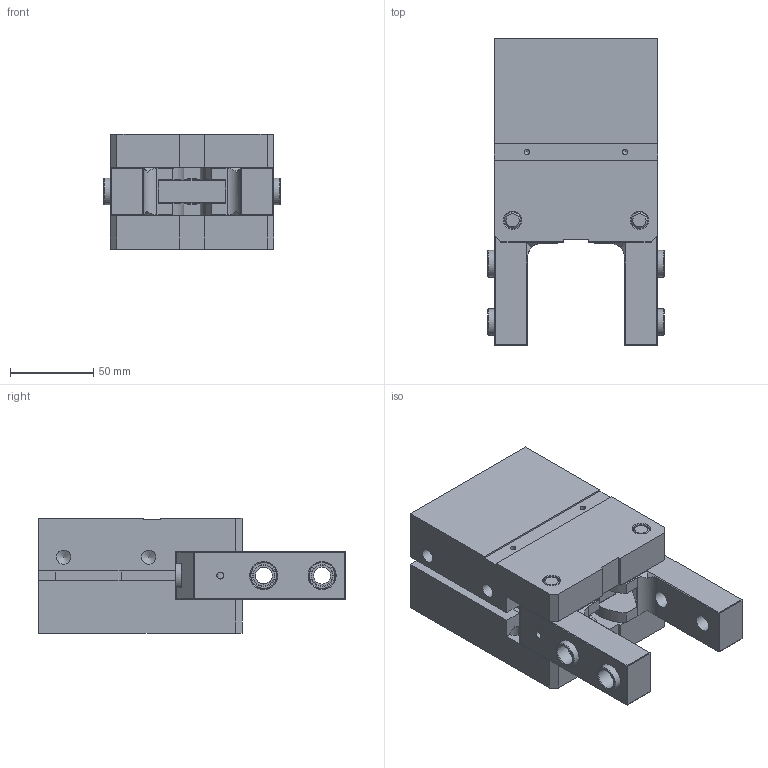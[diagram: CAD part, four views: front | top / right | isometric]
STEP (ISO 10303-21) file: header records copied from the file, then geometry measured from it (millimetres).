
FILE_DESCRIPTION(/* description */ (''),/* implementation_level */ '2;1');
FILE_NAME(/* name */ 'GPR 63.stp',/* time_stamp */ '2021-04-19T12:11:00+02:00',/* author */ ('Emilio'),/* organization */ (''),/* preprocessor_version */ 'ST-DEVELOPER v17.2',/* originating_system */ 'Autodesk Inventor 2019',/* authorisation */ '');
FILE_SCHEMA (('AUTOMOTIVE_DESIGN { 1 0 10303 214 3 1 1 }'));
Length unit declared in the file: millimetre
Products named in the file (7): GPR 63; Corpo; Perno; Stelo; GPR-63 GRIFFA; PGC-63-SPINA CORTA; BOCCOLA 16H7L8.9
Assembly tree (12 placements, depth 2):
  GPR 63
    Perno  x2
    Corpo
    Stelo
    GPR-63 GRIFFA  x2
    PGC-63-SPINA CORTA  x2
    BOCCOLA 16H7L8.9  x4
Bounding box: 106 x 184 x 69.5 mm (x, y, z)
Volume: 822067.5 mm3; surface area: 127384.2 mm2
Topology: 12 solids, 12 shells, 310 faces, 858 edges, 573 vertices
Faces by surface type: plane 177, cylinder 68, cone 65
Full cylindrical faces by diameter (mm): 3.3 x2, 4.134 x2, 8.566 x2, 8.8 x8, 10 x16, 10.106 x4, 12.6 x4, 16 x10, 45 x1, 63 x1
Entity records: 7516 total; most frequent: CARTESIAN_POINT 1324, DIRECTION 1275, ORIENTED_EDGE 1220, EDGE_CURVE 610, AXIS2_PLACEMENT_3D 442, VERTEX_POINT 421, LINE 391, VECTOR 391
